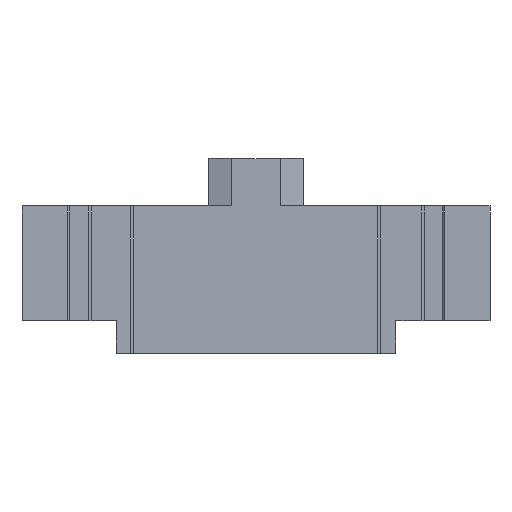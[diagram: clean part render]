
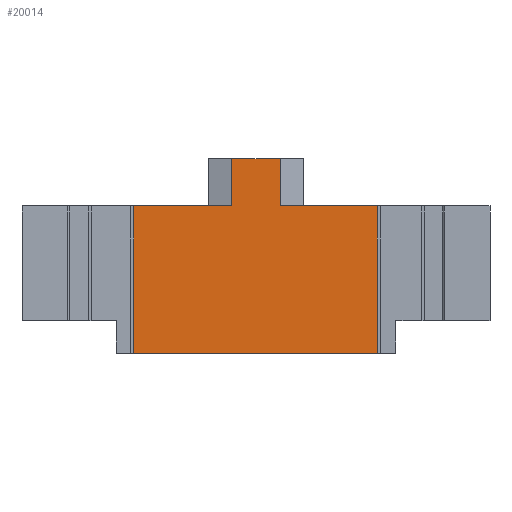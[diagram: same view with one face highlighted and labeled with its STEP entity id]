
A CAD part, front view. The second image highlights one B-rep face of the part: STEP entity #20014.
In plain terms, the highlighted planar face has unit normal (0, -1, 0).
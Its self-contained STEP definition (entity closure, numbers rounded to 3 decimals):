
#1639 = PLANE('',#1640);
#1640 = AXIS2_PLACEMENT_3D('',#1641,#1642,#1643);
#1641 = CARTESIAN_POINT('',(-15.9,-20.,3.4));
#1642 = DIRECTION('',(0.,0.,1.));
#1643 = DIRECTION('',(1.,0.,-0.));
#2286 = PLANE('',#2287);
#2287 = AXIS2_PLACEMENT_3D('',#2288,#2289,#2290);
#2288 = CARTESIAN_POINT('',(-12.7,-19.9,-6.6));
#2289 = DIRECTION('',(0.,0.,-1.));
#2290 = DIRECTION('',(0.,1.,0.));
#2712 = PLANE('',#2713);
#2713 = AXIS2_PLACEMENT_3D('',#2714,#2715,#2716);
#2714 = CARTESIAN_POINT('',(-15.9,-20.,3.4));
#2715 = DIRECTION('',(0.,0.,1.));
#2716 = DIRECTION('',(1.,0.,-0.));
#5440 = VERTEX_POINT('',#5441);
#5441 = CARTESIAN_POINT('',(1.65,-19.9,3.4));
#5457 = PLANE('',#5458);
#5458 = AXIS2_PLACEMENT_3D('',#5459,#5460,#5461);
#5459 = CARTESIAN_POINT('',(2.45,-19.667,3.4));
#5460 = DIRECTION('',(0.28,-0.96,0.));
#5461 = DIRECTION('',(0.,0.,-1.));
#5469 = EDGE_CURVE('',#5470,#5440,#5472,.T.);
#5470 = VERTEX_POINT('',#5471);
#5471 = CARTESIAN_POINT('',(8.25,-19.9,3.4));
#5472 = SURFACE_CURVE('',#5473,(#5477,#5484),.PCURVE_S1.);
#5473 = LINE('',#5474,#5475);
#5474 = CARTESIAN_POINT('',(12.7,-19.9,3.4));
#5475 = VECTOR('',#5476,1.);
#5476 = DIRECTION('',(-1.,0.,0.));
#5477 = PCURVE('',#1639,#5478);
#5478 = DEFINITIONAL_REPRESENTATION('',(#5479),#5483);
#5479 = LINE('',#5480,#5481);
#5480 = CARTESIAN_POINT('',(28.6,0.1));
#5481 = VECTOR('',#5482,1.);
#5482 = DIRECTION('',(-1.,0.));
#5483 = ( GEOMETRIC_REPRESENTATION_CONTEXT(2) 
PARAMETRIC_REPRESENTATION_CONTEXT() REPRESENTATION_CONTEXT('2D SPACE',''
  ) );
#5484 = PCURVE('',#5485,#5490);
#5485 = PLANE('',#5486);
#5486 = AXIS2_PLACEMENT_3D('',#5487,#5488,#5489);
#5487 = CARTESIAN_POINT('',(9.5,-19.9,-6.6));
#5488 = DIRECTION('',(0.,1.,0.));
#5489 = DIRECTION('',(0.,0.,1.));
#5490 = DEFINITIONAL_REPRESENTATION('',(#5491),#5495);
#5491 = LINE('',#5492,#5493);
#5492 = CARTESIAN_POINT('',(10.,3.2));
#5493 = VECTOR('',#5494,1.);
#5494 = DIRECTION('',(0.,-1.));
#5495 = ( GEOMETRIC_REPRESENTATION_CONTEXT(2) 
PARAMETRIC_REPRESENTATION_CONTEXT() REPRESENTATION_CONTEXT('2D SPACE',''
  ) );
#5513 = PLANE('',#5514);
#5514 = AXIS2_PLACEMENT_3D('',#5515,#5516,#5517);
#5515 = CARTESIAN_POINT('',(8.25,-19.9,-6.6));
#5516 = DIRECTION('',(-1.,0.,0.));
#5517 = DIRECTION('',(0.,0.,1.));
#8824 = EDGE_CURVE('',#8825,#8827,#8829,.T.);
#8825 = VERTEX_POINT('',#8826);
#8826 = CARTESIAN_POINT('',(8.25,-19.9,-6.6));
#8827 = VERTEX_POINT('',#8828);
#8828 = CARTESIAN_POINT('',(-8.3,-19.9,-6.6));
#8829 = SURFACE_CURVE('',#8830,(#8834,#8841),.PCURVE_S1.);
#8830 = LINE('',#8831,#8832);
#8831 = CARTESIAN_POINT('',(8.25,-19.9,-6.6));
#8832 = VECTOR('',#8833,1.);
#8833 = DIRECTION('',(-1.,0.,0.));
#8834 = PCURVE('',#2286,#8835);
#8835 = DEFINITIONAL_REPRESENTATION('',(#8836),#8840);
#8836 = LINE('',#8837,#8838);
#8837 = CARTESIAN_POINT('',(0.,20.95));
#8838 = VECTOR('',#8839,1.);
#8839 = DIRECTION('',(0.,-1.));
#8840 = ( GEOMETRIC_REPRESENTATION_CONTEXT(2) 
PARAMETRIC_REPRESENTATION_CONTEXT() REPRESENTATION_CONTEXT('2D SPACE',''
  ) );
#8841 = PCURVE('',#5485,#8842);
#8842 = DEFINITIONAL_REPRESENTATION('',(#8843),#8847);
#8843 = LINE('',#8844,#8845);
#8844 = CARTESIAN_POINT('',(0.,-1.25));
#8845 = VECTOR('',#8846,1.);
#8846 = DIRECTION('',(0.,-1.));
#8847 = ( GEOMETRIC_REPRESENTATION_CONTEXT(2) 
PARAMETRIC_REPRESENTATION_CONTEXT() REPRESENTATION_CONTEXT('2D SPACE',''
  ) );
#8865 = PLANE('',#8866);
#8866 = AXIS2_PLACEMENT_3D('',#8867,#8868,#8869);
#8867 = CARTESIAN_POINT('',(-8.3,-19.3,-6.6));
#8868 = DIRECTION('',(-1.,0.,0.));
#8869 = DIRECTION('',(0.,0.,1.));
#9994 = VERTEX_POINT('',#9995);
#9995 = CARTESIAN_POINT('',(-8.3,-19.9,3.4));
#10016 = EDGE_CURVE('',#10017,#9994,#10019,.T.);
#10017 = VERTEX_POINT('',#10018);
#10018 = CARTESIAN_POINT('',(-1.65,-19.9,3.4));
#10019 = SURFACE_CURVE('',#10020,(#10024,#10031),.PCURVE_S1.);
#10020 = LINE('',#10021,#10022);
#10021 = CARTESIAN_POINT('',(12.7,-19.9,3.4));
#10022 = VECTOR('',#10023,1.);
#10023 = DIRECTION('',(-1.,0.,0.));
#10024 = PCURVE('',#2712,#10025);
#10025 = DEFINITIONAL_REPRESENTATION('',(#10026),#10030);
#10026 = LINE('',#10027,#10028);
#10027 = CARTESIAN_POINT('',(28.6,0.1));
#10028 = VECTOR('',#10029,1.);
#10029 = DIRECTION('',(-1.,0.));
#10030 = ( GEOMETRIC_REPRESENTATION_CONTEXT(2) 
PARAMETRIC_REPRESENTATION_CONTEXT() REPRESENTATION_CONTEXT('2D SPACE',''
  ) );
#10031 = PCURVE('',#5485,#10032);
#10032 = DEFINITIONAL_REPRESENTATION('',(#10033),#10037);
#10033 = LINE('',#10034,#10035);
#10034 = CARTESIAN_POINT('',(10.,3.2));
#10035 = VECTOR('',#10036,1.);
#10036 = DIRECTION('',(0.,-1.));
#10037 = ( GEOMETRIC_REPRESENTATION_CONTEXT(2) 
PARAMETRIC_REPRESENTATION_CONTEXT() REPRESENTATION_CONTEXT('2D SPACE',''
  ) );
#10055 = PLANE('',#10056);
#10056 = AXIS2_PLACEMENT_3D('',#10057,#10058,#10059);
#10057 = CARTESIAN_POINT('',(-2.45,-19.667,3.4));
#10058 = DIRECTION('',(0.28,0.96,0.));
#10059 = DIRECTION('',(0.,0.,-1.));
#14946 = EDGE_CURVE('',#5440,#14947,#14949,.T.);
#14947 = VERTEX_POINT('',#14948);
#14948 = CARTESIAN_POINT('',(1.65,-19.9,6.6));
#14949 = SURFACE_CURVE('',#14950,(#14954,#14961),.PCURVE_S1.);
#14950 = LINE('',#14951,#14952);
#14951 = CARTESIAN_POINT('',(1.65,-19.9,5.));
#14952 = VECTOR('',#14953,1.);
#14953 = DIRECTION('',(-0.,0.,1.));
#14954 = PCURVE('',#5457,#14955);
#14955 = DEFINITIONAL_REPRESENTATION('',(#14956),#14960);
#14956 = LINE('',#14957,#14958);
#14957 = CARTESIAN_POINT('',(-1.6,-0.833));
#14958 = VECTOR('',#14959,1.);
#14959 = DIRECTION('',(-1.,0.));
#14960 = ( GEOMETRIC_REPRESENTATION_CONTEXT(2) 
PARAMETRIC_REPRESENTATION_CONTEXT() REPRESENTATION_CONTEXT('2D SPACE',''
  ) );
#14961 = PCURVE('',#5485,#14962);
#14962 = DEFINITIONAL_REPRESENTATION('',(#14963),#14967);
#14963 = LINE('',#14964,#14965);
#14964 = CARTESIAN_POINT('',(11.6,-7.85));
#14965 = VECTOR('',#14966,1.);
#14966 = DIRECTION('',(1.,0.));
#14967 = ( GEOMETRIC_REPRESENTATION_CONTEXT(2) 
PARAMETRIC_REPRESENTATION_CONTEXT() REPRESENTATION_CONTEXT('2D SPACE',''
  ) );
#14985 = PLANE('',#14986);
#14986 = AXIS2_PLACEMENT_3D('',#14987,#14988,#14989);
#14987 = CARTESIAN_POINT('',(-1.65,-20.,6.6));
#14988 = DIRECTION('',(0.,0.,1.));
#14989 = DIRECTION('',(1.,0.,-0.));
#19992 = EDGE_CURVE('',#8825,#5470,#19993,.T.);
#19993 = SURFACE_CURVE('',#19994,(#19998,#20005),.PCURVE_S1.);
#19994 = LINE('',#19995,#19996);
#19995 = CARTESIAN_POINT('',(8.25,-19.9,-6.6));
#19996 = VECTOR('',#19997,1.);
#19997 = DIRECTION('',(0.,0.,1.));
#19998 = PCURVE('',#5513,#19999);
#19999 = DEFINITIONAL_REPRESENTATION('',(#20000),#20004);
#20000 = LINE('',#20001,#20002);
#20001 = CARTESIAN_POINT('',(0.,0.));
#20002 = VECTOR('',#20003,1.);
#20003 = DIRECTION('',(1.,0.));
#20004 = ( GEOMETRIC_REPRESENTATION_CONTEXT(2) 
PARAMETRIC_REPRESENTATION_CONTEXT() REPRESENTATION_CONTEXT('2D SPACE',''
  ) );
#20005 = PCURVE('',#5485,#20006);
#20006 = DEFINITIONAL_REPRESENTATION('',(#20007),#20011);
#20007 = LINE('',#20008,#20009);
#20008 = CARTESIAN_POINT('',(0.,-1.25));
#20009 = VECTOR('',#20010,1.);
#20010 = DIRECTION('',(1.,0.));
#20011 = ( GEOMETRIC_REPRESENTATION_CONTEXT(2) 
PARAMETRIC_REPRESENTATION_CONTEXT() REPRESENTATION_CONTEXT('2D SPACE',''
  ) );
#20014 = ADVANCED_FACE('',(#20015),#5485,.F.);
#20015 = FACE_BOUND('',#20016,.F.);
#20016 = EDGE_LOOP('',(#20017,#20038,#20039,#20062,#20083,#20084,#20085,
    #20086));
#20017 = ORIENTED_EDGE('',*,*,#20018,.T.);
#20018 = EDGE_CURVE('',#8827,#9994,#20019,.T.);
#20019 = SURFACE_CURVE('',#20020,(#20024,#20031),.PCURVE_S1.);
#20020 = LINE('',#20021,#20022);
#20021 = CARTESIAN_POINT('',(-8.3,-19.9,-0.5));
#20022 = VECTOR('',#20023,1.);
#20023 = DIRECTION('',(0.,-0.,1.));
#20024 = PCURVE('',#5485,#20025);
#20025 = DEFINITIONAL_REPRESENTATION('',(#20026),#20030);
#20026 = LINE('',#20027,#20028);
#20027 = CARTESIAN_POINT('',(6.1,-17.8));
#20028 = VECTOR('',#20029,1.);
#20029 = DIRECTION('',(1.,0.));
#20030 = ( GEOMETRIC_REPRESENTATION_CONTEXT(2) 
PARAMETRIC_REPRESENTATION_CONTEXT() REPRESENTATION_CONTEXT('2D SPACE',''
  ) );
#20031 = PCURVE('',#8865,#20032);
#20032 = DEFINITIONAL_REPRESENTATION('',(#20033),#20037);
#20033 = LINE('',#20034,#20035);
#20034 = CARTESIAN_POINT('',(6.1,-0.6));
#20035 = VECTOR('',#20036,1.);
#20036 = DIRECTION('',(1.,0.));
#20037 = ( GEOMETRIC_REPRESENTATION_CONTEXT(2) 
PARAMETRIC_REPRESENTATION_CONTEXT() REPRESENTATION_CONTEXT('2D SPACE',''
  ) );
#20038 = ORIENTED_EDGE('',*,*,#10016,.F.);
#20039 = ORIENTED_EDGE('',*,*,#20040,.F.);
#20040 = EDGE_CURVE('',#20041,#10017,#20043,.T.);
#20041 = VERTEX_POINT('',#20042);
#20042 = CARTESIAN_POINT('',(-1.65,-19.9,6.6));
#20043 = SURFACE_CURVE('',#20044,(#20048,#20055),.PCURVE_S1.);
#20044 = LINE('',#20045,#20046);
#20045 = CARTESIAN_POINT('',(-1.65,-19.9,3.4));
#20046 = VECTOR('',#20047,1.);
#20047 = DIRECTION('',(0.,0.,-1.));
#20048 = PCURVE('',#5485,#20049);
#20049 = DEFINITIONAL_REPRESENTATION('',(#20050),#20054);
#20050 = LINE('',#20051,#20052);
#20051 = CARTESIAN_POINT('',(10.,-11.15));
#20052 = VECTOR('',#20053,1.);
#20053 = DIRECTION('',(-1.,0.));
#20054 = ( GEOMETRIC_REPRESENTATION_CONTEXT(2) 
PARAMETRIC_REPRESENTATION_CONTEXT() REPRESENTATION_CONTEXT('2D SPACE',''
  ) );
#20055 = PCURVE('',#10055,#20056);
#20056 = DEFINITIONAL_REPRESENTATION('',(#20057),#20061);
#20057 = LINE('',#20058,#20059);
#20058 = CARTESIAN_POINT('',(0.,-0.833));
#20059 = VECTOR('',#20060,1.);
#20060 = DIRECTION('',(1.,-0.));
#20061 = ( GEOMETRIC_REPRESENTATION_CONTEXT(2) 
PARAMETRIC_REPRESENTATION_CONTEXT() REPRESENTATION_CONTEXT('2D SPACE',''
  ) );
#20062 = ORIENTED_EDGE('',*,*,#20063,.F.);
#20063 = EDGE_CURVE('',#14947,#20041,#20064,.T.);
#20064 = SURFACE_CURVE('',#20065,(#20069,#20076),.PCURVE_S1.);
#20065 = LINE('',#20066,#20067);
#20066 = CARTESIAN_POINT('',(3.25,-19.9,6.6));
#20067 = VECTOR('',#20068,1.);
#20068 = DIRECTION('',(-1.,0.,0.));
#20069 = PCURVE('',#5485,#20070);
#20070 = DEFINITIONAL_REPRESENTATION('',(#20071),#20075);
#20071 = LINE('',#20072,#20073);
#20072 = CARTESIAN_POINT('',(13.2,-6.25));
#20073 = VECTOR('',#20074,1.);
#20074 = DIRECTION('',(0.,-1.));
#20075 = ( GEOMETRIC_REPRESENTATION_CONTEXT(2) 
PARAMETRIC_REPRESENTATION_CONTEXT() REPRESENTATION_CONTEXT('2D SPACE',''
  ) );
#20076 = PCURVE('',#14985,#20077);
#20077 = DEFINITIONAL_REPRESENTATION('',(#20078),#20082);
#20078 = LINE('',#20079,#20080);
#20079 = CARTESIAN_POINT('',(4.9,0.1));
#20080 = VECTOR('',#20081,1.);
#20081 = DIRECTION('',(-1.,0.));
#20082 = ( GEOMETRIC_REPRESENTATION_CONTEXT(2) 
PARAMETRIC_REPRESENTATION_CONTEXT() REPRESENTATION_CONTEXT('2D SPACE',''
  ) );
#20083 = ORIENTED_EDGE('',*,*,#14946,.F.);
#20084 = ORIENTED_EDGE('',*,*,#5469,.F.);
#20085 = ORIENTED_EDGE('',*,*,#19992,.F.);
#20086 = ORIENTED_EDGE('',*,*,#8824,.T.);
